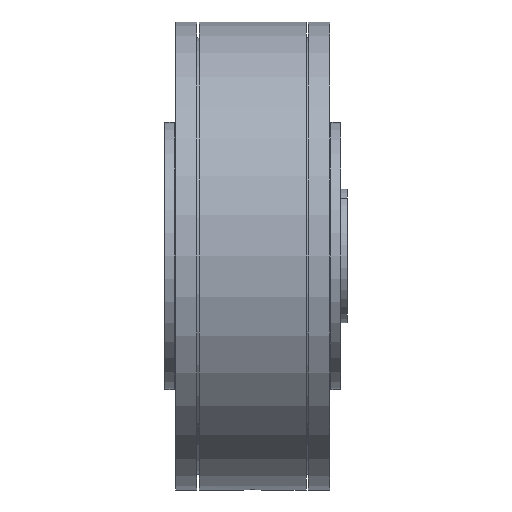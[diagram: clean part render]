
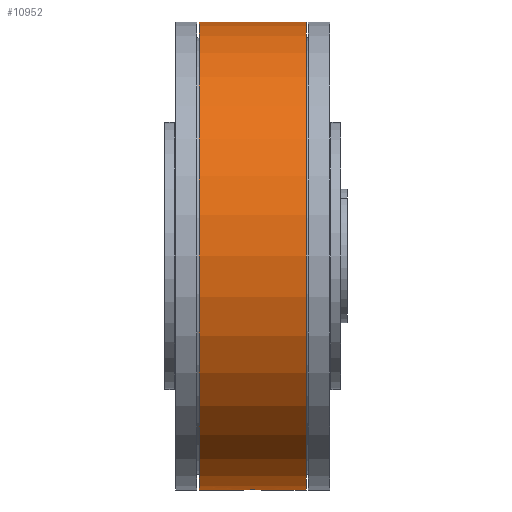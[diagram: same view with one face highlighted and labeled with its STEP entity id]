
A CAD part, front view. The second image highlights one B-rep face of the part: STEP entity #10952.
In plain terms, the highlighted cylindrical face has radius 52.5 mm (diameter 105 mm), a partial arc.
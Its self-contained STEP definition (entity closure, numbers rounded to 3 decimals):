
#306 = EDGE_LOOP ( 'NONE', ( #2499, #3855, #2180, #9994, #8843, #13249 ) ) ;
#375 = EDGE_CURVE ( 'NONE', #11103, #9425, #1818, .T. ) ;
#502 = CARTESIAN_POINT ( 'NONE',  ( 7.5, 0., -52.5 ) ) ;
#657 = CARTESIAN_POINT ( 'NONE',  ( -2.5, 0., -52.5 ) ) ;
#854 = CARTESIAN_POINT ( 'NONE',  ( 7.703, -0.887, -52.493 ) ) ;
#1134 = CARTESIAN_POINT ( 'NONE',  ( -2.5, 0., 52.5 ) ) ;
#1818 = CIRCLE ( 'NONE', #8604, 52.5 ) ;
#2029 = VECTOR ( 'NONE', #10768, 1000. ) ;
#2180 = ORIENTED_EDGE ( 'NONE', *, *, #8645, .T. ) ;
#2420 = VECTOR ( 'NONE', #6723, 1000. ) ;
#2499 = ORIENTED_EDGE ( 'NONE', *, *, #3128, .F. ) ;
#2792 = CARTESIAN_POINT ( 'NONE',  ( 10.821, -1.508, -52.478 ) ) ;
#2833 = CARTESIAN_POINT ( 'NONE',  ( 11.09, -1.22, -52.486 ) ) ;
#2921 = CARTESIAN_POINT ( 'NONE',  ( 9.63, -2., -52.462 ) ) ;
#2961 = CARTESIAN_POINT ( 'NONE',  ( 9.238, -2., -52.462 ) ) ;
#3128 = EDGE_CURVE ( 'NONE', #9125, #4788, #10345, .T. ) ;
#3356 = B_SPLINE_CURVE_WITH_KNOTS ( 'NONE', 3,
 ( #3748, #12233, #11222, #5046, #13464, #854, #13374, #5001, #8258, #12321, #10169, #13421, #2961, #2921, #6036, #7013, #4960, #9248, #7156, #12450, #2792, #7196, #2833, #3838, #9287, #11309, #10209, #11396, #3883, #3928 ),
 .UNSPECIFIED., .F., .F.,
 ( 4, 2, 2, 2, 2, 2, 2, 2, 2, 2, 2, 2, 2, 2, 4 ),
 ( 0., 0., 0.001, 0.001, 0.002, 0.002, 0.003, 0.004, 0.004, 0.004, 0.005, 0.005, 0.005, 0.006, 0.006 ),
 .UNSPECIFIED. ) ;
#3464 = LINE ( 'NONE', #9399, #4293 ) ;
#3511 = CARTESIAN_POINT ( 'NONE',  ( 0., 0., -52.5 ) ) ;
#3565 = AXIS2_PLACEMENT_3D ( 'NONE', #3585, #8676, #4659 ) ;
#3585 = CARTESIAN_POINT ( 'NONE',  ( 0., 0., 0. ) ) ;
#3748 = CARTESIAN_POINT ( 'NONE',  ( 7.5, 0., -52.5 ) ) ;
#3838 = CARTESIAN_POINT ( 'NONE',  ( 11.235, -1.003, -52.491 ) ) ;
#3846 = LINE ( 'NONE', #3511, #2029 ) ;
#3855 = ORIENTED_EDGE ( 'NONE', *, *, #9063, .T. ) ;
#3883 = CARTESIAN_POINT ( 'NONE',  ( 11.5, -0.131, -52.5 ) ) ;
#3928 = CARTESIAN_POINT ( 'NONE',  ( 11.5, 0., -52.5 ) ) ;
#4293 = VECTOR ( 'NONE', #7314, 1000. ) ;
#4406 = CYLINDRICAL_SURFACE ( 'NONE', #3565, 52.5 ) ;
#4576 = VERTEX_POINT ( 'NONE', #502 ) ;
#4589 = EDGE_CURVE ( 'NONE', #4576, #4788, #3356, .T. ) ;
#4659 = DIRECTION ( 'NONE',  ( 0., 0., 1. ) ) ;
#4788 = VERTEX_POINT ( 'NONE', #9518 ) ;
#4797 = CIRCLE ( 'NONE', #6142, 52.5 ) ;
#4960 = CARTESIAN_POINT ( 'NONE',  ( 10.143, -1.898, -52.466 ) ) ;
#5001 = CARTESIAN_POINT ( 'NONE',  ( 7.909, -1.219, -52.486 ) ) ;
#5046 = CARTESIAN_POINT ( 'NONE',  ( 7.564, -0.518, -52.498 ) ) ;
#5858 = CARTESIAN_POINT ( 'NONE',  ( 21.5, 0., 0. ) ) ;
#6036 = CARTESIAN_POINT ( 'NONE',  ( 9.762, -1.987, -52.462 ) ) ;
#6142 = AXIS2_PLACEMENT_3D ( 'NONE', #5858, #8941, #11047 ) ;
#6668 = DIRECTION ( 'NONE',  ( 0., 0., 1. ) ) ;
#6723 = DIRECTION ( 'NONE',  ( -1., 0., 0. ) ) ;
#6819 = CARTESIAN_POINT ( 'NONE',  ( 0., 0., -52.5 ) ) ;
#7013 = CARTESIAN_POINT ( 'NONE',  ( 10.019, -1.936, -52.464 ) ) ;
#7156 = CARTESIAN_POINT ( 'NONE',  ( 10.503, -1.735, -52.471 ) ) ;
#7196 = CARTESIAN_POINT ( 'NONE',  ( 11.007, -1.321, -52.483 ) ) ;
#7314 = DIRECTION ( 'NONE',  ( -1., 0., 0. ) ) ;
#7563 = FACE_OUTER_BOUND ( 'NONE', #306, .T. ) ;
#8258 = CARTESIAN_POINT ( 'NONE',  ( 7.994, -1.322, -52.483 ) ) ;
#8604 = AXIS2_PLACEMENT_3D ( 'NONE', #10700, #12951, #6668 ) ;
#8645 = EDGE_CURVE ( 'NONE', #11318, #9425, #3464, .T. ) ;
#8676 = DIRECTION ( 'NONE',  ( -1., 0., 0. ) ) ;
#8843 = ORIENTED_EDGE ( 'NONE', *, *, #13333, .F. ) ;
#8941 = DIRECTION ( 'NONE',  ( -1., 0., 0. ) ) ;
#9063 = EDGE_CURVE ( 'NONE', #9125, #11318, #4797, .T. ) ;
#9125 = VERTEX_POINT ( 'NONE', #13291 ) ;
#9248 = CARTESIAN_POINT ( 'NONE',  ( 10.386, -1.798, -52.469 ) ) ;
#9287 = CARTESIAN_POINT ( 'NONE',  ( 11.298, -0.886, -52.493 ) ) ;
#9399 = CARTESIAN_POINT ( 'NONE',  ( 0., 0., 52.5 ) ) ;
#9425 = VERTEX_POINT ( 'NONE', #1134 ) ;
#9518 = CARTESIAN_POINT ( 'NONE',  ( 11.5, 0., -52.5 ) ) ;
#9994 = ORIENTED_EDGE ( 'NONE', *, *, #375, .F. ) ;
#10169 = CARTESIAN_POINT ( 'NONE',  ( 8.494, -1.748, -52.471 ) ) ;
#10209 = CARTESIAN_POINT ( 'NONE',  ( 11.436, -0.519, -52.498 ) ) ;
#10345 = LINE ( 'NONE', #6819, #2420 ) ;
#10700 = CARTESIAN_POINT ( 'NONE',  ( -2.5, 0., 0. ) ) ;
#10768 = DIRECTION ( 'NONE',  ( -1., 0., 0. ) ) ;
#10952 = ADVANCED_FACE ( 'NONE', ( #7563 ), #4406, .T. ) ;
#11047 = DIRECTION ( 'NONE',  ( 0., 0., 1. ) ) ;
#11103 = VERTEX_POINT ( 'NONE', #657 ) ;
#11222 = CARTESIAN_POINT ( 'NONE',  ( 7.513, -0.262, -52.5 ) ) ;
#11309 = CARTESIAN_POINT ( 'NONE',  ( 11.398, -0.644, -52.496 ) ) ;
#11318 = VERTEX_POINT ( 'NONE', #11556 ) ;
#11396 = CARTESIAN_POINT ( 'NONE',  ( 11.487, -0.263, -52.499 ) ) ;
#11556 = CARTESIAN_POINT ( 'NONE',  ( 21.5, 0., 52.5 ) ) ;
#12233 = CARTESIAN_POINT ( 'NONE',  ( 7.5, -0.132, -52.5 ) ) ;
#12321 = CARTESIAN_POINT ( 'NONE',  ( 8.271, -1.599, -52.476 ) ) ;
#12450 = CARTESIAN_POINT ( 'NONE',  ( 10.719, -1.591, -52.476 ) ) ;
#12951 = DIRECTION ( 'NONE',  ( -1., 0., 0. ) ) ;
#13249 = ORIENTED_EDGE ( 'NONE', *, *, #4589, .T. ) ;
#13291 = CARTESIAN_POINT ( 'NONE',  ( 21.5, 0., -52.5 ) ) ;
#13333 = EDGE_CURVE ( 'NONE', #4576, #11103, #3846, .T. ) ;
#13374 = CARTESIAN_POINT ( 'NONE',  ( 7.764, -1.002, -52.491 ) ) ;
#13421 = CARTESIAN_POINT ( 'NONE',  ( 8.975, -1.947, -52.464 ) ) ;
#13464 = CARTESIAN_POINT ( 'NONE',  ( 7.602, -0.645, -52.496 ) ) ;
